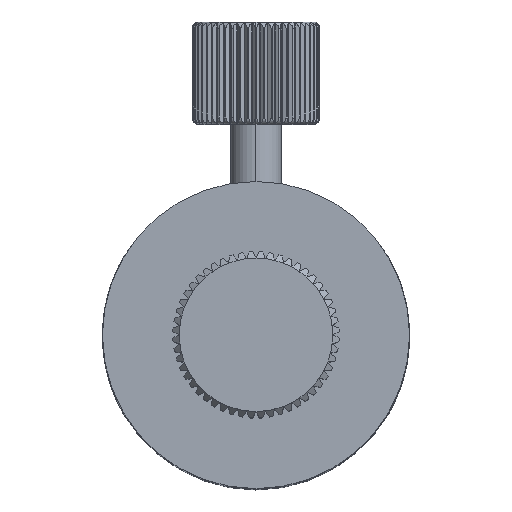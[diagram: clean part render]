
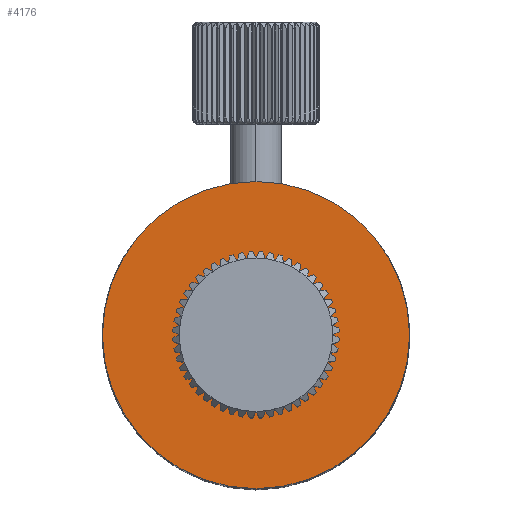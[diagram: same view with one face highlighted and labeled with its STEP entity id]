
A CAD part, top view. The second image highlights one B-rep face of the part: STEP entity #4176.
In plain terms, the highlighted planar face has unit normal (0, 0, 1).
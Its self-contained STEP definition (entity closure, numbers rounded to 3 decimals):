
#150 = CARTESIAN_POINT ( 'NONE',  ( -1.834, -0.47, 24. ) ) ;
#548 = EDGE_LOOP ( 'NONE', ( #3129, #1684 ) ) ;
#657 = DIRECTION ( 'NONE',  ( 1., 0., 0. ) ) ;
#1379 = CIRCLE ( 'NONE', #3372, 12. ) ;
#1684 = ORIENTED_EDGE ( 'NONE', *, *, #22963, .T. ) ;
#2194 = DIRECTION ( 'NONE',  ( 0., 0., 1. ) ) ;
#2603 = VERTEX_POINT ( 'NONE', #11135 ) ;
#3011 = CARTESIAN_POINT ( 'NONE',  ( -1.834, -0.47, 24. ) ) ;
#3129 = ORIENTED_EDGE ( 'NONE', *, *, #7106, .T. ) ;
#3372 = AXIS2_PLACEMENT_3D ( 'NONE', #6704, #23292, #21727 ) ;
#4176 = ADVANCED_FACE ( 'NONE', ( #6159, #23400 ), #6126, .T. ) ;
#4247 = CARTESIAN_POINT ( 'NONE',  ( -1.834, -0.47, 24. ) ) ;
#4383 = AXIS2_PLACEMENT_3D ( 'NONE', #150, #2194, #9527 ) ;
#6021 = VERTEX_POINT ( 'NONE', #21317 ) ;
#6126 = PLANE ( 'NONE',  #14654 ) ;
#6159 = FACE_BOUND ( 'NONE', #6268, .T. ) ;
#6268 = EDGE_LOOP ( 'NONE', ( #6382, #23826 ) ) ;
#6382 = ORIENTED_EDGE ( 'NONE', *, *, #21211, .F. ) ;
#6704 = CARTESIAN_POINT ( 'NONE',  ( -1.834, -0.47, 24. ) ) ;
#6903 = VERTEX_POINT ( 'NONE', #11449 ) ;
#7106 = EDGE_CURVE ( 'NONE', #8613, #2603, #1379, .T. ) ;
#8547 = CIRCLE ( 'NONE', #4383, 2.5 ) ;
#8613 = VERTEX_POINT ( 'NONE', #21597 ) ;
#9527 = DIRECTION ( 'NONE',  ( 1., 0., 0. ) ) ;
#11135 = CARTESIAN_POINT ( 'NONE',  ( 10.166, -0.47, 24. ) ) ;
#11449 = CARTESIAN_POINT ( 'NONE',  ( 0.666, -0.47, 24. ) ) ;
#11658 = CIRCLE ( 'NONE', #23966, 12. ) ;
#12801 = EDGE_CURVE ( 'NONE', #6021, #6903, #8547, .T. ) ;
#14654 = AXIS2_PLACEMENT_3D ( 'NONE', #4247, #15222, #657 ) ;
#15222 = DIRECTION ( 'NONE',  ( 0., 0., 1. ) ) ;
#16545 = DIRECTION ( 'NONE',  ( 0., 0., 1. ) ) ;
#19116 = CIRCLE ( 'NONE', #20461, 2.5 ) ;
#19755 = DIRECTION ( 'NONE',  ( 1., 0., 0. ) ) ;
#20130 = CARTESIAN_POINT ( 'NONE',  ( -1.834, -0.47, 24. ) ) ;
#20461 = AXIS2_PLACEMENT_3D ( 'NONE', #20130, #16545, #22208 ) ;
#21211 = EDGE_CURVE ( 'NONE', #6903, #6021, #19116, .T. ) ;
#21317 = CARTESIAN_POINT ( 'NONE',  ( -4.334, -0.47, 24. ) ) ;
#21597 = CARTESIAN_POINT ( 'NONE',  ( -13.834, -0.47, 24. ) ) ;
#21727 = DIRECTION ( 'NONE',  ( 1., 0., 0. ) ) ;
#22208 = DIRECTION ( 'NONE',  ( 1., 0., 0. ) ) ;
#22963 = EDGE_CURVE ( 'NONE', #2603, #8613, #11658, .T. ) ;
#23292 = DIRECTION ( 'NONE',  ( 0., 0., 1. ) ) ;
#23400 = FACE_OUTER_BOUND ( 'NONE', #548, .T. ) ;
#23416 = DIRECTION ( 'NONE',  ( 0., 0., 1. ) ) ;
#23826 = ORIENTED_EDGE ( 'NONE', *, *, #12801, .F. ) ;
#23966 = AXIS2_PLACEMENT_3D ( 'NONE', #3011, #23416, #19755 ) ;
